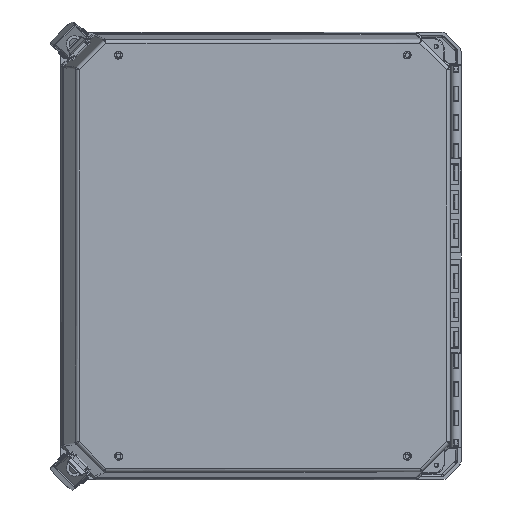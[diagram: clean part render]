
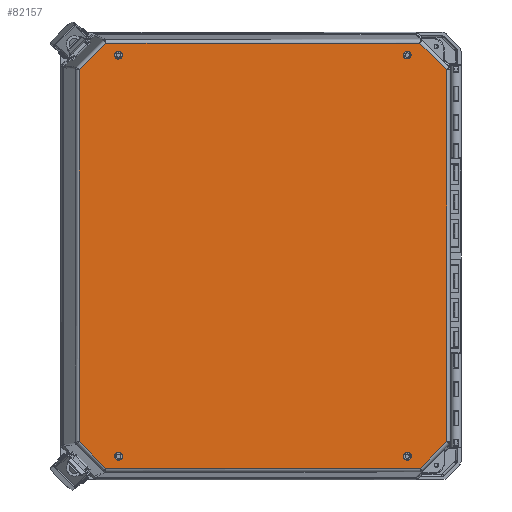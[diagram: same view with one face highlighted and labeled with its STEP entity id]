
A CAD part, top view. The second image highlights one B-rep face of the part: STEP entity #82157.
In plain terms, the highlighted face is planar.
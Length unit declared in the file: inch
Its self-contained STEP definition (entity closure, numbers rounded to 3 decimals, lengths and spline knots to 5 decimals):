
#464 = AXIS2_PLACEMENT_3D ( 'NONE', #60726, #22642, #92407 ) ;
#621 = ORIENTED_EDGE ( 'NONE', *, *, #7691, .T. ) ;
#743 = EDGE_CURVE ( 'NONE', #69924, #74279, #25079, .T. ) ;
#1307 = EDGE_CURVE ( 'NONE', #77904, #20738, #80674, .T. ) ;
#2263 = CARTESIAN_POINT ( 'NONE',  ( -10.44035, -0.25047, -8.16603 ) ) ;
#2305 = EDGE_LOOP ( 'NONE', ( #53928, #57503 ) ) ;
#2584 = EDGE_CURVE ( 'NONE', #74279, #83916, #67087, .T. ) ;
#2764 = DIRECTION ( 'NONE',  ( 0.017, -0.017, 1. ) ) ;
#2984 = EDGE_LOOP ( 'NONE', ( #4589, #69407 ) ) ;
#4589 = ORIENTED_EDGE ( 'NONE', *, *, #10321, .T. ) ;
#5951 = CARTESIAN_POINT ( 'NONE',  ( -0.86181, 0.16811, -8.32594 ) ) ;
#6114 = CARTESIAN_POINT ( 'NONE',  ( -10.86028, 0.16506, -8.15145 ) ) ;
#6176 = AXIS2_PLACEMENT_3D ( 'NONE', #6114, #12630, #42725 ) ;
#6575 = FACE_OUTER_BOUND ( 'NONE', #46412, .T. ) ;
#7353 = LINE ( 'NONE', #38423, #72242 ) ;
#7384 = VERTEX_POINT ( 'NONE', #44228 ) ;
#7570 = FACE_BOUND ( 'NONE', #51194, .T. ) ;
#7691 = EDGE_CURVE ( 'NONE', #73136, #83521, #34122, .T. ) ;
#9015 = CARTESIAN_POINT ( 'NONE',  ( -12.2188, 7.10659, -8.00658 ) ) ;
#9586 = CARTESIAN_POINT ( 'NONE',  ( -10.99626, 0.16502, -8.14907 ) ) ;
#9921 = CARTESIAN_POINT ( 'NONE',  ( 0.49671, 0.67371, -8.34084 ) ) ;
#10321 = EDGE_CURVE ( 'NONE', #12635, #57382, #46237, .T. ) ;
#11506 = ORIENTED_EDGE ( 'NONE', *, *, #64077, .T. ) ;
#12630 = DIRECTION ( 'NONE',  ( 0.017, -0.017, 1. ) ) ;
#12635 = VERTEX_POINT ( 'NONE', #92177 ) ;
#12747 = LINE ( 'NONE', #42366, #57834 ) ;
#14748 = VERTEX_POINT ( 'NONE', #9921 ) ;
#15458 = CARTESIAN_POINT ( 'NONE',  ( -10.86028, 14.04895, -7.90914 ) ) ;
#16321 = LINE ( 'NONE', #2263, #61111 ) ;
#17202 = CARTESIAN_POINT ( 'NONE',  ( -11.29796, -0.25073, -8.15106 ) ) ;
#17620 = ORIENTED_EDGE ( 'NONE', *, *, #68707, .T. ) ;
#18295 = VERTEX_POINT ( 'NONE', #40417 ) ;
#18669 = DIRECTION ( 'NONE',  ( 0., -1., -0.017 ) ) ;
#19640 = AXIS2_PLACEMENT_3D ( 'NONE', #71358, #64296, #18669 ) ;
#19980 = ORIENTED_EDGE ( 'NONE', *, *, #743, .T. ) ;
#20030 = ORIENTED_EDGE ( 'NONE', *, *, #73062, .T. ) ;
#20334 = AXIS2_PLACEMENT_3D ( 'NONE', #15458, #46512, #76671 ) ;
#20738 = VERTEX_POINT ( 'NONE', #60438 ) ;
#21722 = ORIENTED_EDGE ( 'NONE', *, *, #1307, .T. ) ;
#21917 = DIRECTION ( 'NONE',  ( 0., -1., -0.017 ) ) ;
#22276 = ORIENTED_EDGE ( 'NONE', *, *, #58202, .T. ) ;
#22642 = DIRECTION ( 'NONE',  ( 0.017, -0.017, 1. ) ) ;
#23219 = CARTESIAN_POINT ( 'NONE',  ( -12.2188, 13.54335, -7.89425 ) ) ;
#23486 = CIRCLE ( 'NONE', #20334, 0.136 ) ;
#24966 = CARTESIAN_POINT ( 'NONE',  ( -10.86028, 14.18493, -7.90677 ) ) ;
#25079 = LINE ( 'NONE', #9015, #92020 ) ;
#27114 = VERTEX_POINT ( 'NONE', #17202 ) ;
#28530 = EDGE_CURVE ( 'NONE', #20738, #77904, #23486, .T. ) ;
#28972 = VERTEX_POINT ( 'NONE', #70986 ) ;
#29654 = FACE_BOUND ( 'NONE', #2984, .T. ) ;
#32558 = ORIENTED_EDGE ( 'NONE', *, *, #68437, .T. ) ;
#32573 = VECTOR ( 'NONE', #90280, 39.37008 ) ;
#33345 = DIRECTION ( 'NONE',  ( 0., -1., -0.017 ) ) ;
#34017 = DIRECTION ( 'NONE',  ( 0.017, -0.017, 1. ) ) ;
#34122 = LINE ( 'NONE', #57173, #62257 ) ;
#34155 = AXIS2_PLACEMENT_3D ( 'NONE', #90470, #75351, #98983 ) ;
#34608 = DIRECTION ( 'NONE',  ( 0.707, -0.707, -0.025 ) ) ;
#37657 = PLANE ( 'NONE',  #43571 ) ;
#38423 = CARTESIAN_POINT ( 'NONE',  ( 0.49671, 7.11047, -8.2285 ) ) ;
#38962 = AXIS2_PLACEMENT_3D ( 'NONE', #41039, #34017, #49532 ) ;
#39370 = DIRECTION ( 'NONE',  ( -1., 0., 0.017 ) ) ;
#39846 = CARTESIAN_POINT ( 'NONE',  ( -11.29796, 14.46448, -7.89425 ) ) ;
#40055 = CARTESIAN_POINT ( 'NONE',  ( -11.29796, -0.25073, -8.15106 ) ) ;
#40417 = CARTESIAN_POINT ( 'NONE',  ( -0.72583, 0.16815, -8.32832 ) ) ;
#41039 = CARTESIAN_POINT ( 'NONE',  ( -10.86028, 14.04895, -7.90914 ) ) ;
#41532 = VECTOR ( 'NONE', #48075, 39.37008 ) ;
#42093 = CIRCLE ( 'NONE', #464, 0.136 ) ;
#42270 = CARTESIAN_POINT ( 'NONE',  ( -12.2188, 0.66983, -8.11892 ) ) ;
#42366 = CARTESIAN_POINT ( 'NONE',  ( 0.49671, 0.67371, -8.34084 ) ) ;
#42725 = DIRECTION ( 'NONE',  ( 1., 0., -0.017 ) ) ;
#43550 = DIRECTION ( 'NONE',  ( 0.017, -0.017, 1. ) ) ;
#43571 = AXIS2_PLACEMENT_3D ( 'NONE', #98939, #77802, #63223 ) ;
#44057 = CARTESIAN_POINT ( 'NONE',  ( -0.42413, 14.46779, -8.08402 ) ) ;
#44228 = CARTESIAN_POINT ( 'NONE',  ( -0.42413, -0.24742, -8.34084 ) ) ;
#45374 = ORIENTED_EDGE ( 'NONE', *, *, #2584, .T. ) ;
#46237 = CIRCLE ( 'NONE', #6176, 0.136 ) ;
#46412 = EDGE_LOOP ( 'NONE', ( #19980, #45374, #90139, #621, #32558, #17620, #94770, #11506 ) ) ;
#46512 = DIRECTION ( 'NONE',  ( 0.017, -0.017, 1. ) ) ;
#47498 = CARTESIAN_POINT ( 'NONE',  ( 0.49671, 13.54723, -8.11616 ) ) ;
#48075 = DIRECTION ( 'NONE',  ( -0.707, 0.707, 0.025 ) ) ;
#49532 = DIRECTION ( 'NONE',  ( 0., -1., -0.017 ) ) ;
#50833 = EDGE_CURVE ( 'NONE', #28972, #89787, #65727, .T. ) ;
#51194 = EDGE_LOOP ( 'NONE', ( #79271, #21722 ) ) ;
#53928 = ORIENTED_EDGE ( 'NONE', *, *, #54607, .T. ) ;
#54607 = EDGE_CURVE ( 'NONE', #89787, #28972, #90249, .T. ) ;
#54882 = EDGE_CURVE ( 'NONE', #57382, #12635, #42093, .T. ) ;
#55135 = LINE ( 'NONE', #40055, #41532 ) ;
#57173 = CARTESIAN_POINT ( 'NONE',  ( -0.42413, 14.46779, -8.08402 ) ) ;
#57382 = VERTEX_POINT ( 'NONE', #9586 ) ;
#57503 = ORIENTED_EDGE ( 'NONE', *, *, #50833, .T. ) ;
#57699 = AXIS2_PLACEMENT_3D ( 'NONE', #78065, #2764, #33345 ) ;
#57834 = VECTOR ( 'NONE', #57898, 39.37008 ) ;
#57898 = DIRECTION ( 'NONE',  ( -0.707, -0.707, 0. ) ) ;
#58202 = EDGE_CURVE ( 'NONE', #73454, #18295, #64651, .T. ) ;
#60230 = FACE_BOUND ( 'NONE', #2305, .T. ) ;
#60438 = CARTESIAN_POINT ( 'NONE',  ( -10.86028, 13.91297, -7.91151 ) ) ;
#60726 = CARTESIAN_POINT ( 'NONE',  ( -10.86028, 0.16506, -8.15145 ) ) ;
#61078 = CARTESIAN_POINT ( 'NONE',  ( -10.44035, 14.46474, -7.90921 ) ) ;
#61111 = VECTOR ( 'NONE', #39370, 39.37008 ) ;
#62257 = VECTOR ( 'NONE', #34608, 39.37008 ) ;
#63223 = DIRECTION ( 'NONE',  ( -1., 0., 0.017 ) ) ;
#64077 = EDGE_CURVE ( 'NONE', #27114, #69924, #55135, .T. ) ;
#64296 = DIRECTION ( 'NONE',  ( 0.017, -0.017, 1. ) ) ;
#64651 = CIRCLE ( 'NONE', #34155, 0.136 ) ;
#65727 = CIRCLE ( 'NONE', #57699, 0.136 ) ;
#66488 = VECTOR ( 'NONE', #68572, 39.37008 ) ;
#67087 = LINE ( 'NONE', #89248, #66488 ) ;
#67185 = CARTESIAN_POINT ( 'NONE',  ( -0.86181, 13.91602, -8.08601 ) ) ;
#67760 = FACE_BOUND ( 'NONE', #98664, .T. ) ;
#68437 = EDGE_CURVE ( 'NONE', #83521, #14748, #7353, .T. ) ;
#68572 = DIRECTION ( 'NONE',  ( 0.707, 0.707, 0. ) ) ;
#68707 = EDGE_CURVE ( 'NONE', #14748, #7384, #12747, .T. ) ;
#69407 = ORIENTED_EDGE ( 'NONE', *, *, #54882, .T. ) ;
#69924 = VERTEX_POINT ( 'NONE', #42270 ) ;
#70986 = CARTESIAN_POINT ( 'NONE',  ( -0.86181, 14.18798, -8.08126 ) ) ;
#71358 = CARTESIAN_POINT ( 'NONE',  ( -0.86181, 14.052, -8.08364 ) ) ;
#72242 = VECTOR ( 'NONE', #21917, 39.37008 ) ;
#73062 = EDGE_CURVE ( 'NONE', #18295, #73454, #75061, .T. ) ;
#73136 = VERTEX_POINT ( 'NONE', #44057 ) ;
#73454 = VERTEX_POINT ( 'NONE', #98075 ) ;
#74279 = VERTEX_POINT ( 'NONE', #23219 ) ;
#75061 = CIRCLE ( 'NONE', #87906, 0.136 ) ;
#75351 = DIRECTION ( 'NONE',  ( 0.017, -0.017, 1. ) ) ;
#76671 = DIRECTION ( 'NONE',  ( 0., -1., -0.017 ) ) ;
#77802 = DIRECTION ( 'NONE',  ( -0.017, 0.017, -1. ) ) ;
#77904 = VERTEX_POINT ( 'NONE', #24966 ) ;
#78065 = CARTESIAN_POINT ( 'NONE',  ( -0.86181, 14.052, -8.08364 ) ) ;
#78652 = EDGE_CURVE ( 'NONE', #83916, #73136, #89773, .T. ) ;
#79271 = ORIENTED_EDGE ( 'NONE', *, *, #28530, .T. ) ;
#80674 = CIRCLE ( 'NONE', #38962, 0.136 ) ;
#82157 = ADVANCED_FACE ( 'NONE', ( #6575, #7570, #67760, #29654, #60230 ), #37657, .T. ) ;
#82266 = DIRECTION ( 'NONE',  ( 1., 0., -0.017 ) ) ;
#83521 = VERTEX_POINT ( 'NONE', #47498 ) ;
#83916 = VERTEX_POINT ( 'NONE', #39846 ) ;
#86956 = EDGE_CURVE ( 'NONE', #7384, #27114, #16321, .T. ) ;
#87906 = AXIS2_PLACEMENT_3D ( 'NONE', #5951, #43550, #82266 ) ;
#89248 = CARTESIAN_POINT ( 'NONE',  ( -12.2188, 13.54335, -7.89425 ) ) ;
#89773 = LINE ( 'NONE', #61078, #32573 ) ;
#89787 = VERTEX_POINT ( 'NONE', #67185 ) ;
#90139 = ORIENTED_EDGE ( 'NONE', *, *, #78652, .T. ) ;
#90249 = CIRCLE ( 'NONE', #19640, 0.136 ) ;
#90280 = DIRECTION ( 'NONE',  ( 1., 0., -0.017 ) ) ;
#90470 = CARTESIAN_POINT ( 'NONE',  ( -0.86181, 0.16811, -8.32594 ) ) ;
#92020 = VECTOR ( 'NONE', #92859, 39.37008 ) ;
#92177 = CARTESIAN_POINT ( 'NONE',  ( -10.7243, 0.16511, -8.15382 ) ) ;
#92407 = DIRECTION ( 'NONE',  ( 1., 0., -0.017 ) ) ;
#92859 = DIRECTION ( 'NONE',  ( 0., 1., 0.017 ) ) ;
#94770 = ORIENTED_EDGE ( 'NONE', *, *, #86956, .T. ) ;
#98075 = CARTESIAN_POINT ( 'NONE',  ( -0.99778, 0.16807, -8.32357 ) ) ;
#98664 = EDGE_LOOP ( 'NONE', ( #20030, #22276 ) ) ;
#98939 = CARTESIAN_POINT ( 'NONE',  ( -10.44035, 7.10714, -8.03762 ) ) ;
#98983 = DIRECTION ( 'NONE',  ( 1., 0., -0.017 ) ) ;
